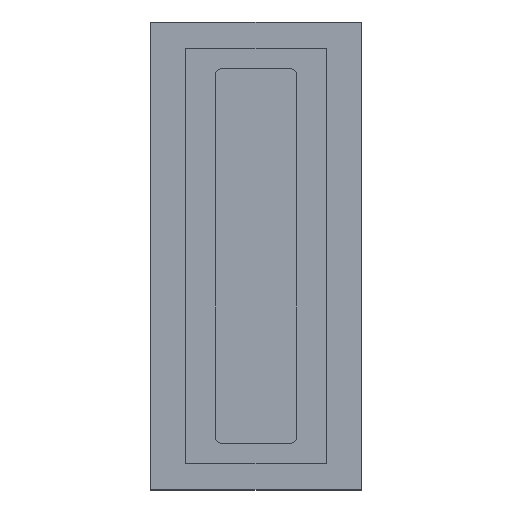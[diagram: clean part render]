
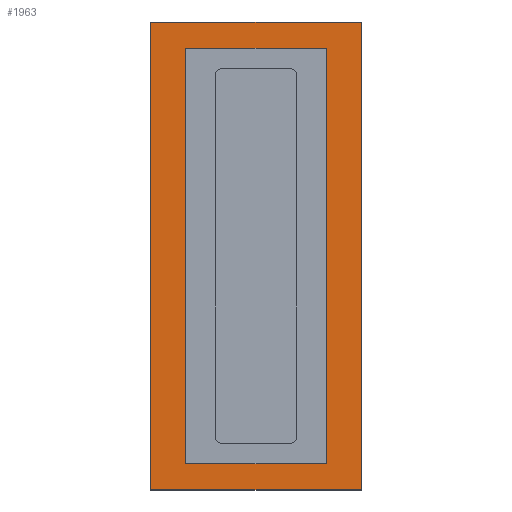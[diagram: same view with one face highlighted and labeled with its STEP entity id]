
A CAD part, top view. The second image highlights one B-rep face of the part: STEP entity #1963.
In plain terms, the highlighted planar face has unit normal (0, 0, 1).
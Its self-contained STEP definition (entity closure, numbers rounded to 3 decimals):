
#73=PLANE('',#2142);
#204=FACE_OUTER_BOUND('',#339,.T.);
#339=EDGE_LOOP('',(#1451,#1452,#1453,#1454));
#465=LINE('',#2861,#713);
#468=LINE('',#2867,#716);
#471=LINE('',#2873,#719);
#474=LINE('',#2877,#722);
#713=VECTOR('',#2319,10.);
#716=VECTOR('',#2324,10.);
#719=VECTOR('',#2329,10.);
#722=VECTOR('',#2334,10.);
#981=VERTEX_POINT('',#2858);
#982=VERTEX_POINT('',#2860);
#984=VERTEX_POINT('',#2866);
#986=VERTEX_POINT('',#2872);
#1161=EDGE_CURVE('',#982,#981,#465,.T.);
#1164=EDGE_CURVE('',#984,#982,#468,.T.);
#1167=EDGE_CURVE('',#986,#984,#471,.T.);
#1170=EDGE_CURVE('',#981,#986,#474,.T.);
#1451=ORIENTED_EDGE('',*,*,#1170,.T.);
#1452=ORIENTED_EDGE('',*,*,#1167,.T.);
#1453=ORIENTED_EDGE('',*,*,#1164,.T.);
#1454=ORIENTED_EDGE('',*,*,#1161,.T.);
#1963=ADVANCED_FACE('',(#204),#73,.T.);
#2142=AXIS2_PLACEMENT_3D('',#2878,#2335,#2336);
#2319=DIRECTION('',(-1.,0.,0.));
#2324=DIRECTION('',(0.,1.,0.));
#2329=DIRECTION('',(1.,0.,0.));
#2334=DIRECTION('',(0.,-1.,0.));
#2335=DIRECTION('center_axis',(0.,0.,1.));
#2336=DIRECTION('ref_axis',(1.,0.,0.));
#2858=CARTESIAN_POINT('',(0.,80.,3.9));
#2860=CARTESIAN_POINT('',(36.,80.,3.9));
#2861=CARTESIAN_POINT('',(36.,80.,3.9));
#2866=CARTESIAN_POINT('',(36.,0.,3.9));
#2867=CARTESIAN_POINT('',(36.,0.,3.9));
#2872=CARTESIAN_POINT('',(0.,0.,3.9));
#2873=CARTESIAN_POINT('',(0.,0.,3.9));
#2877=CARTESIAN_POINT('',(0.,80.,3.9));
#2878=CARTESIAN_POINT('Origin',(18.,40.,3.9));
